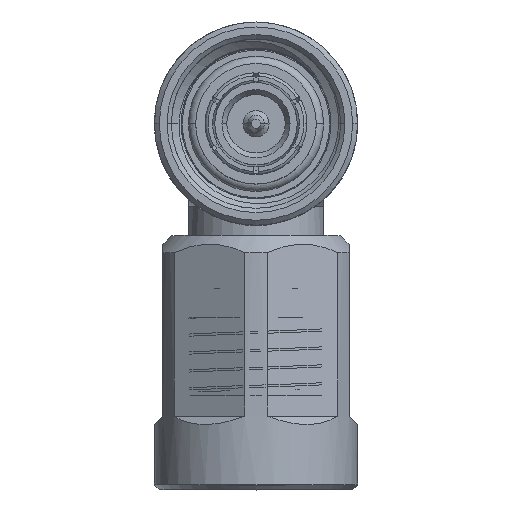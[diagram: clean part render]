
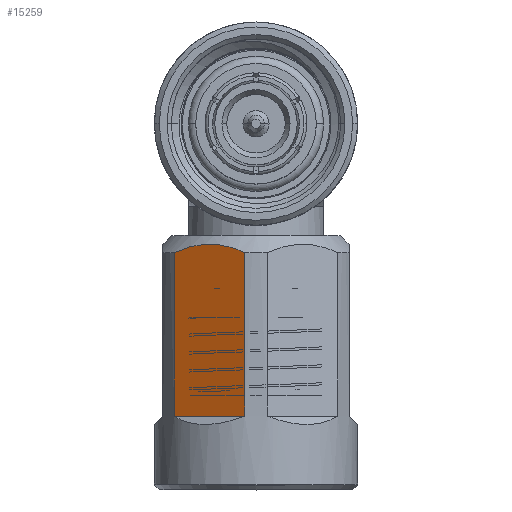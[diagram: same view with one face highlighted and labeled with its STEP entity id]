
A CAD part, top view. The second image highlights one B-rep face of the part: STEP entity #15259.
In plain terms, the highlighted face is planar.
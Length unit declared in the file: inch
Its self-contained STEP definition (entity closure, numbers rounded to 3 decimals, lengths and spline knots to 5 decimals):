
#45 = CARTESIAN_POINT ( 'NONE',  ( -0.27751, -0.14788, 0.17693 ) ) ;
#537 = CARTESIAN_POINT ( 'NONE',  ( -0.66348, -0.23473, 0.02651 ) ) ;
#1060 = CARTESIAN_POINT ( 'NONE',  ( -0.66348, -0.14032, 0.19003 ) ) ;
#1234 = CARTESIAN_POINT ( 'NONE',  ( -0.28355, -0.14032, 0.19003 ) ) ;
#1285 = AXIS2_PLACEMENT_3D ( 'NONE', #6378, #1463, #12538 ) ;
#1442 = CARTESIAN_POINT ( 'NONE',  ( -0.28355, -0.23473, 0.02651 ) ) ;
#1463 = DIRECTION ( 'NONE',  ( 0., -0.866, 0.5 ) ) ;
#1680 = EDGE_CURVE ( 'NONE', #13654, #9819, #8996, .T. ) ;
#1836 = CARTESIAN_POINT ( 'NONE',  ( -0.66348, -0.23473, 0.02651 ) ) ;
#2355 = VERTEX_POINT ( 'NONE', #15193 ) ;
#2421 = CARTESIAN_POINT ( 'NONE',  ( -0.26613, -0.17132, 0.13634 ) ) ;
#2479 = VECTOR ( 'NONE', #12404, 39.37008 ) ;
#2512 = CARTESIAN_POINT ( 'NONE',  ( -0.18745, -0.23473, 0.02651 ) ) ;
#2659 = B_SPLINE_CURVE_WITH_KNOTS ( 'NONE', 3,
 ( #1234, #45, #8544, #9769, #2421, #3703, #6164, #11152, #8644, #13601, #14687, #6267 ),
 .UNSPECIFIED., .F., .F.,
 ( 4, 2, 2, 2, 2, 4 ),
 ( 0., 0.00123, 0.00184, 0.00245, 0.00367, 0.0049 ),
 .UNSPECIFIED. ) ;
#3314 = VECTOR ( 'NONE', #9132, 39.37008 ) ;
#3703 = CARTESIAN_POINT ( 'NONE',  ( -0.26434, -0.17935, 0.12243 ) ) ;
#3746 = VERTEX_POINT ( 'NONE', #1060 ) ;
#6164 = CARTESIAN_POINT ( 'NONE',  ( -0.26387, -0.18343, 0.11535 ) ) ;
#6267 = CARTESIAN_POINT ( 'NONE',  ( -0.28355, -0.23473, 0.02651 ) ) ;
#6347 = DIRECTION ( 'NONE',  ( 1., 0., 0. ) ) ;
#6378 = CARTESIAN_POINT ( 'NONE',  ( -0.69348, -0.12502, 0.21654 ) ) ;
#7736 = VECTOR ( 'NONE', #6347, 39.37008 ) ;
#7857 = ORIENTED_EDGE ( 'NONE', *, *, #13497, .F. ) ;
#7889 = EDGE_CURVE ( 'NONE', #3746, #9819, #11179, .T. ) ;
#8544 = CARTESIAN_POINT ( 'NONE',  ( -0.27258, -0.15557, 0.16361 ) ) ;
#8633 = CARTESIAN_POINT ( 'NONE',  ( -0.18745, -0.14032, 0.19003 ) ) ;
#8644 = CARTESIAN_POINT ( 'NONE',  ( -0.26572, -0.20366, 0.08032 ) ) ;
#8996 = LINE ( 'NONE', #2512, #2479 ) ;
#9132 = DIRECTION ( 'NONE',  ( 0., -0.5, -0.866 ) ) ;
#9769 = CARTESIAN_POINT ( 'NONE',  ( -0.26746, -0.16735, 0.14321 ) ) ;
#9819 = VERTEX_POINT ( 'NONE', #537 ) ;
#10194 = EDGE_LOOP ( 'NONE', ( #10693, #15402, #15133, #7857 ) ) ;
#10693 = ORIENTED_EDGE ( 'NONE', *, *, #12712, .F. ) ;
#11152 = CARTESIAN_POINT ( 'NONE',  ( -0.26386, -0.19566, 0.09417 ) ) ;
#11179 = LINE ( 'NONE', #1836, #3314 ) ;
#11940 = LINE ( 'NONE', #8633, #7736 ) ;
#12382 = PLANE ( 'NONE',  #1285 ) ;
#12404 = DIRECTION ( 'NONE',  ( -1., 0., 0. ) ) ;
#12538 = DIRECTION ( 'NONE',  ( 0., -0.5, -0.866 ) ) ;
#12712 = EDGE_CURVE ( 'NONE', #3746, #2355, #11940, .T. ) ;
#13497 = EDGE_CURVE ( 'NONE', #2355, #13654, #2659, .T. ) ;
#13601 = CARTESIAN_POINT ( 'NONE',  ( -0.27253, -0.21939, 0.05308 ) ) ;
#13654 = VERTEX_POINT ( 'NONE', #1442 ) ;
#14687 = CARTESIAN_POINT ( 'NONE',  ( -0.2775, -0.22716, 0.03962 ) ) ;
#14978 = FACE_OUTER_BOUND ( 'NONE', #10194, .T. ) ;
#15133 = ORIENTED_EDGE ( 'NONE', *, *, #1680, .F. ) ;
#15193 = CARTESIAN_POINT ( 'NONE',  ( -0.28355, -0.14032, 0.19003 ) ) ;
#15259 = ADVANCED_FACE ( 'NONE', ( #14978 ), #12382, .T. ) ;
#15402 = ORIENTED_EDGE ( 'NONE', *, *, #7889, .T. ) ;
